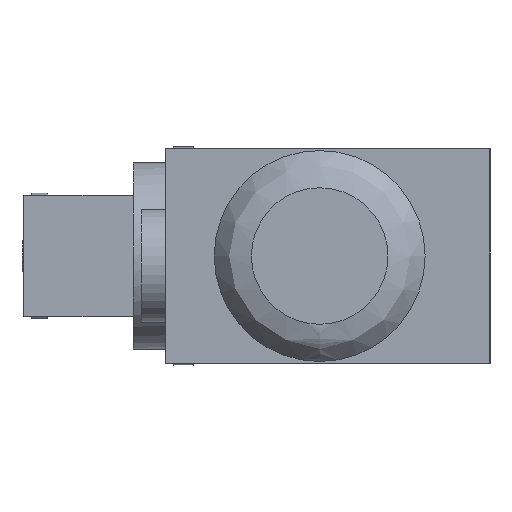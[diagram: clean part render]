
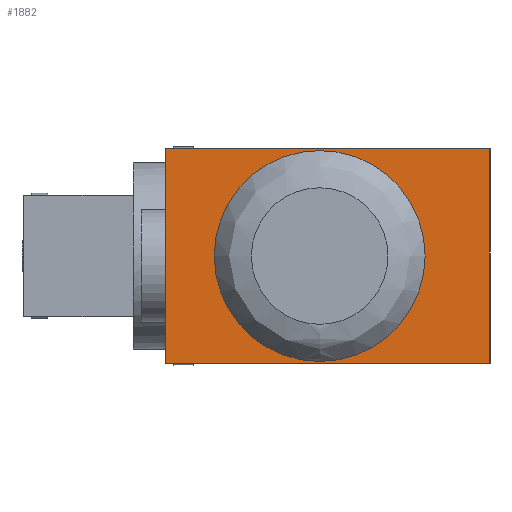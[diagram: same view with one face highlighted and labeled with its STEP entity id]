
A CAD part, left-side view. The second image highlights one B-rep face of the part: STEP entity #1882.
In plain terms, the highlighted planar face has unit normal (-1, 0, 0).
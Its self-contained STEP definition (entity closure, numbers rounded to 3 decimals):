
#1809=CARTESIAN_POINT('',(-56.5,1.,-13.));
#1810=VERTEX_POINT('',#1809);
#1811=CARTESIAN_POINT('',(-56.5,1.0,13.));
#1812=VERTEX_POINT('',#1811);
#1813=CARTESIAN_POINT('',(-56.5,1.0,0.0));
#1814=DIRECTION('',(1.0,0.0,0.0));
#1815=DIRECTION('',(0.0,0.0,1.0));
#1816=AXIS2_PLACEMENT_3D('',#1813,#1814,#1815);
#1817=CIRCLE('',#1816,13.);
#1818=EDGE_CURVE('',#1810,#1812,#1817,.T.);
#1820=CARTESIAN_POINT('',(-56.5,1.0,0.0));
#1821=DIRECTION('',(1.0,0.0,0.0));
#1822=DIRECTION('',(0.0,0.0,1.0));
#1823=AXIS2_PLACEMENT_3D('',#1820,#1821,#1822);
#1824=CIRCLE('',#1823,13.);
#1825=EDGE_CURVE('',#1812,#1810,#1824,.T.);
#1839=CARTESIAN_POINT('',(-56.5,0.0,0.));
#1840=DIRECTION('',(1.0,0.0,0.0));
#1841=DIRECTION('',(0.0,0.0,-1.0));
#1842=AXIS2_PLACEMENT_3D('',#1839,#1840,#1841);
#1843=PLANE('',#1842);
#1844=CARTESIAN_POINT('',(-56.5,-20.0,13.25));
#1845=VERTEX_POINT('',#1844);
#1846=CARTESIAN_POINT('',(-56.5,-20.0,-13.25));
#1847=VERTEX_POINT('',#1846);
#1848=CARTESIAN_POINT('',(-56.5,-20.0,13.25));
#1849=DIRECTION('',(0.0,0.0,-1.0));
#1850=VECTOR('',#1849,26.5);
#1851=LINE('',#1848,#1850);
#1852=EDGE_CURVE('',#1845,#1847,#1851,.T.);
#1853=ORIENTED_EDGE('',*,*,#1852,.F.);
#1854=CARTESIAN_POINT('',(-56.5,20.0,13.25));
#1855=VERTEX_POINT('',#1854);
#1856=CARTESIAN_POINT('',(-56.5,20.0,13.25));
#1857=DIRECTION('',(0.0,-1.0,0.0));
#1858=VECTOR('',#1857,40.0);
#1859=LINE('',#1856,#1858);
#1860=EDGE_CURVE('',#1855,#1845,#1859,.T.);
#1861=ORIENTED_EDGE('',*,*,#1860,.F.);
#1862=CARTESIAN_POINT('',(-56.5,20.0,-13.25));
#1863=VERTEX_POINT('',#1862);
#1864=CARTESIAN_POINT('',(-56.5,20.0,-13.25));
#1865=DIRECTION('',(0.0,0.0,1.0));
#1866=VECTOR('',#1865,26.5);
#1867=LINE('',#1864,#1866);
#1868=EDGE_CURVE('',#1863,#1855,#1867,.T.);
#1869=ORIENTED_EDGE('',*,*,#1868,.F.);
#1870=CARTESIAN_POINT('',(-56.5,-20.0,-13.25));
#1871=DIRECTION('',(0.0,1.0,0.0));
#1872=VECTOR('',#1871,40.0);
#1873=LINE('',#1870,#1872);
#1874=EDGE_CURVE('',#1847,#1863,#1873,.T.);
#1875=ORIENTED_EDGE('',*,*,#1874,.F.);
#1876=EDGE_LOOP('',(#1853,#1861,#1869,#1875));
#1877=FACE_OUTER_BOUND('',#1876,.T.);
#1878=ORIENTED_EDGE('',*,*,#1825,.T.);
#1879=ORIENTED_EDGE('',*,*,#1818,.T.);
#1880=EDGE_LOOP('',(#1878,#1879));
#1881=FACE_BOUND('',#1880,.T.);
#1882=ADVANCED_FACE('',(#1877,#1881),#1843,.F.);
